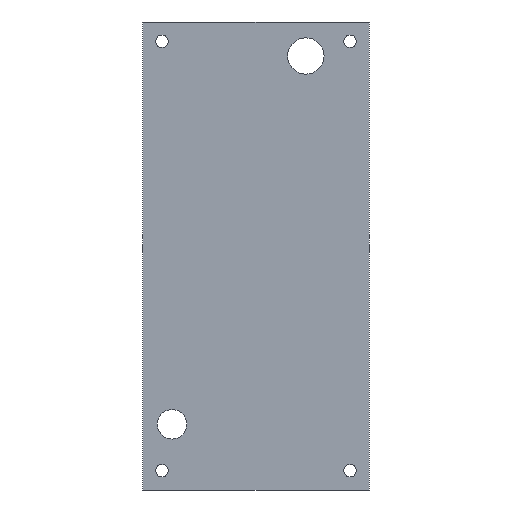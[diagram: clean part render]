
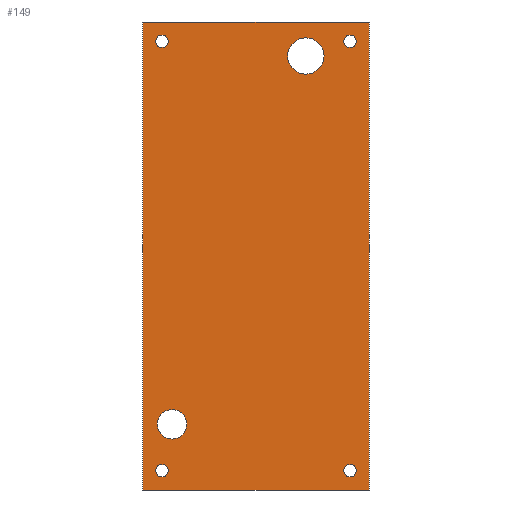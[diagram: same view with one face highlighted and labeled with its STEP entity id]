
A CAD part, front view. The second image highlights one B-rep face of the part: STEP entity #149.
In plain terms, the highlighted planar face has unit normal (0, -1, 0).
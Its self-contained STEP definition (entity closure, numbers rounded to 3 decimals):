
#10 = AXIS2_PLACEMENT_3D ( 'NONE', #961, #2079, #2059 ) ;
#24 = DIRECTION ( 'NONE',  ( 0., 0., 1. ) ) ;
#37 = DIRECTION ( 'NONE',  ( 0., 0., 1. ) ) ;
#40 = DIRECTION ( 'NONE',  ( 0., 1., 0. ) ) ;
#70 = DIRECTION ( 'NONE',  ( 0., 0., 1. ) ) ;
#80 = EDGE_LOOP ( 'NONE', ( #660, #313 ) ) ;
#110 = EDGE_LOOP ( 'NONE', ( #2096, #1704 ) ) ;
#111 = VECTOR ( 'NONE', #253, 1000. ) ;
#143 = EDGE_LOOP ( 'NONE', ( #816, #890 ) ) ;
#146 = CARTESIAN_POINT ( 'NONE',  ( -7.981, 0., 22.945 ) ) ;
#149 = ADVANCED_FACE ( 'NONE', ( #2056, #1824, #283, #1969, #208, #1518, #310 ), #1304, .F. ) ;
#158 = EDGE_CURVE ( 'NONE', #224, #500, #1588, .T. ) ;
#169 = DIRECTION ( 'NONE',  ( 0., 0., 1. ) ) ;
#184 = VERTEX_POINT ( 'NONE', #1641 ) ;
#188 = VERTEX_POINT ( 'NONE', #2101 ) ;
#198 = EDGE_CURVE ( 'NONE', #184, #188, #1131, .T. ) ;
#208 = FACE_BOUND ( 'NONE', #787, .T. ) ;
#224 = VERTEX_POINT ( 'NONE', #146 ) ;
#241 = CIRCLE ( 'NONE', #733, 1.3 ) ;
#253 = DIRECTION ( 'NONE',  ( 0., 0., -1. ) ) ;
#254 = CARTESIAN_POINT ( 'NONE',  ( -5.381, 0., -12.555 ) ) ;
#256 = AXIS2_PLACEMENT_3D ( 'NONE', #360, #1692, #37 ) ;
#262 = VECTOR ( 'NONE', #1291, 1000. ) ;
#283 = FACE_BOUND ( 'NONE', #143, .T. ) ;
#284 = AXIS2_PLACEMENT_3D ( 'NONE', #1816, #1510, #1503 ) ;
#290 = VERTEX_POINT ( 'NONE', #845 ) ;
#293 = ORIENTED_EDGE ( 'NONE', *, *, #1715, .T. ) ;
#299 = DIRECTION ( 'NONE',  ( 0., 0., 1. ) ) ;
#310 = FACE_OUTER_BOUND ( 'NONE', #1271, .T. ) ;
#313 = ORIENTED_EDGE ( 'NONE', *, *, #1193, .T. ) ;
#350 = AXIS2_PLACEMENT_3D ( 'NONE', #1494, #659, #1159 ) ;
#359 = CARTESIAN_POINT ( 'NONE',  ( 6.419, 0., 21.548 ) ) ;
#360 = CARTESIAN_POINT ( 'NONE',  ( -6.281, 0., 21.245 ) ) ;
#367 = CIRCLE ( 'NONE', #994, 0.55 ) ;
#395 = VERTEX_POINT ( 'NONE', #525 ) ;
#396 = CARTESIAN_POINT ( 'NONE',  ( 6.419, 0., 19.945 ) ) ;
#413 = CARTESIAN_POINT ( 'NONE',  ( 12.019, 0., -18.355 ) ) ;
#426 = EDGE_CURVE ( 'NONE', #290, #580, #367, .T. ) ;
#435 = EDGE_CURVE ( 'NONE', #1957, #1597, #800, .T. ) ;
#440 = AXIS2_PLACEMENT_3D ( 'NONE', #1960, #1796, #299 ) ;
#475 = VERTEX_POINT ( 'NONE', #359 ) ;
#481 = CARTESIAN_POINT ( 'NONE',  ( 6.419, 0., 19.945 ) ) ;
#500 = VERTEX_POINT ( 'NONE', #1711 ) ;
#525 = CARTESIAN_POINT ( 'NONE',  ( 6.419, 0., 18.343 ) ) ;
#532 = DIRECTION ( 'NONE',  ( 0., 1., 0. ) ) ;
#573 = DIRECTION ( 'NONE',  ( 0., 0., 1. ) ) ;
#576 = CIRCLE ( 'NONE', #256, 0.55 ) ;
#580 = VERTEX_POINT ( 'NONE', #1368 ) ;
#632 = CARTESIAN_POINT ( 'NONE',  ( -7.981, 0., -18.355 ) ) ;
#643 = DIRECTION ( 'NONE',  ( 0., 1., 0. ) ) ;
#648 = CARTESIAN_POINT ( 'NONE',  ( -5.381, 0., -13.855 ) ) ;
#652 = CARTESIAN_POINT ( 'NONE',  ( 0., 0., 0. ) ) ;
#657 = VERTEX_POINT ( 'NONE', #1236 ) ;
#659 = DIRECTION ( 'NONE',  ( 0., 1., 0. ) ) ;
#660 = ORIENTED_EDGE ( 'NONE', *, *, #1493, .T. ) ;
#692 = DIRECTION ( 'NONE',  ( 0., 0., 1. ) ) ;
#718 = EDGE_CURVE ( 'NONE', #500, #657, #993, .T. ) ;
#723 = CARTESIAN_POINT ( 'NONE',  ( -6.281, 0., 21.245 ) ) ;
#733 = AXIS2_PLACEMENT_3D ( 'NONE', #1688, #40, #24 ) ;
#739 = VERTEX_POINT ( 'NONE', #1605 ) ;
#787 = EDGE_LOOP ( 'NONE', ( #1872, #1783 ) ) ;
#792 = DIRECTION ( 'NONE',  ( 1., 0., 0. ) ) ;
#800 = CIRCLE ( 'NONE', #284, 0.55 ) ;
#816 = ORIENTED_EDGE ( 'NONE', *, *, #1322, .T. ) ;
#829 = ORIENTED_EDGE ( 'NONE', *, *, #1545, .F. ) ;
#845 = CARTESIAN_POINT ( 'NONE',  ( -6.281, 0., -17.205 ) ) ;
#875 = CIRCLE ( 'NONE', #1709, 1.602 ) ;
#888 = VERTEX_POINT ( 'NONE', #648 ) ;
#890 = ORIENTED_EDGE ( 'NONE', *, *, #426, .T. ) ;
#933 = EDGE_CURVE ( 'NONE', #888, #1290, #241, .T. ) ;
#961 = CARTESIAN_POINT ( 'NONE',  ( -6.281, 0., -16.655 ) ) ;
#976 = AXIS2_PLACEMENT_3D ( 'NONE', #1506, #532, #692 ) ;
#986 = CIRCLE ( 'NONE', #976, 0.55 ) ;
#993 = LINE ( 'NONE', #413, #111 ) ;
#994 = AXIS2_PLACEMENT_3D ( 'NONE', #1651, #1658, #169 ) ;
#1005 = LINE ( 'NONE', #1031, #1280 ) ;
#1015 = EDGE_CURVE ( 'NONE', #188, #184, #986, .T. ) ;
#1031 = CARTESIAN_POINT ( 'NONE',  ( -7.981, 0., -18.355 ) ) ;
#1060 = CIRCLE ( 'NONE', #2029, 1.602 ) ;
#1070 = EDGE_LOOP ( 'NONE', ( #1500, #1998 ) ) ;
#1097 = EDGE_CURVE ( 'NONE', #475, #395, #1060, .T. ) ;
#1121 = DIRECTION ( 'NONE',  ( 0., 0., 1. ) ) ;
#1131 = CIRCLE ( 'NONE', #440, 0.55 ) ;
#1159 = DIRECTION ( 'NONE',  ( 0., 0., 1. ) ) ;
#1193 = EDGE_CURVE ( 'NONE', #739, #1897, #1435, .T. ) ;
#1198 = DIRECTION ( 'NONE',  ( 0., 0., 1. ) ) ;
#1223 = AXIS2_PLACEMENT_3D ( 'NONE', #723, #2025, #70 ) ;
#1236 = CARTESIAN_POINT ( 'NONE',  ( 12.019, 0., -18.355 ) ) ;
#1271 = EDGE_LOOP ( 'NONE', ( #829, #1854, #1685, #2044 ) ) ;
#1280 = VECTOR ( 'NONE', #1198, 1000. ) ;
#1290 = VERTEX_POINT ( 'NONE', #1395 ) ;
#1291 = DIRECTION ( 'NONE',  ( -1., 0., 0. ) ) ;
#1303 = CIRCLE ( 'NONE', #350, 0.55 ) ;
#1304 = PLANE ( 'NONE',  #1646 ) ;
#1308 = EDGE_CURVE ( 'NONE', #657, #1954, #1915, .T. ) ;
#1322 = EDGE_CURVE ( 'NONE', #580, #290, #1751, .T. ) ;
#1368 = CARTESIAN_POINT ( 'NONE',  ( -6.281, 0., -16.105 ) ) ;
#1395 = CARTESIAN_POINT ( 'NONE',  ( -5.381, 0., -11.255 ) ) ;
#1435 = CIRCLE ( 'NONE', #1223, 0.55 ) ;
#1460 = CARTESIAN_POINT ( 'NONE',  ( 10.319, 0., 20.695 ) ) ;
#1462 = VECTOR ( 'NONE', #792, 1000. ) ;
#1493 = EDGE_CURVE ( 'NONE', #1897, #739, #576, .T. ) ;
#1494 = CARTESIAN_POINT ( 'NONE',  ( 10.319, 0., 21.245 ) ) ;
#1500 = ORIENTED_EDGE ( 'NONE', *, *, #1015, .T. ) ;
#1503 = DIRECTION ( 'NONE',  ( 0., 0., 1. ) ) ;
#1506 = CARTESIAN_POINT ( 'NONE',  ( 10.319, 0., -16.655 ) ) ;
#1510 = DIRECTION ( 'NONE',  ( 0., 1., 0. ) ) ;
#1518 = FACE_BOUND ( 'NONE', #1626, .T. ) ;
#1545 = EDGE_CURVE ( 'NONE', #1954, #224, #1005, .T. ) ;
#1588 = LINE ( 'NONE', #2085, #1462 ) ;
#1597 = VERTEX_POINT ( 'NONE', #1838 ) ;
#1605 = CARTESIAN_POINT ( 'NONE',  ( -6.281, 0., 20.695 ) ) ;
#1626 = EDGE_LOOP ( 'NONE', ( #293, #1831 ) ) ;
#1641 = CARTESIAN_POINT ( 'NONE',  ( 10.319, 0., -17.205 ) ) ;
#1646 = AXIS2_PLACEMENT_3D ( 'NONE', #652, #643, #1121 ) ;
#1651 = CARTESIAN_POINT ( 'NONE',  ( -6.281, 0., -16.655 ) ) ;
#1658 = DIRECTION ( 'NONE',  ( 0., 1., 0. ) ) ;
#1666 = AXIS2_PLACEMENT_3D ( 'NONE', #254, #2015, #2031 ) ;
#1685 = ORIENTED_EDGE ( 'NONE', *, *, #718, .F. ) ;
#1688 = CARTESIAN_POINT ( 'NONE',  ( -5.381, 0., -12.555 ) ) ;
#1692 = DIRECTION ( 'NONE',  ( 0., 1., 0. ) ) ;
#1704 = ORIENTED_EDGE ( 'NONE', *, *, #435, .T. ) ;
#1709 = AXIS2_PLACEMENT_3D ( 'NONE', #481, #1788, #1940 ) ;
#1711 = CARTESIAN_POINT ( 'NONE',  ( 12.019, 0., 22.945 ) ) ;
#1715 = EDGE_CURVE ( 'NONE', #1290, #888, #1821, .T. ) ;
#1734 = CARTESIAN_POINT ( 'NONE',  ( -6.281, 0., 21.795 ) ) ;
#1751 = CIRCLE ( 'NONE', #10, 0.55 ) ;
#1775 = CARTESIAN_POINT ( 'NONE',  ( -7.981, 0., -18.355 ) ) ;
#1783 = ORIENTED_EDGE ( 'NONE', *, *, #1992, .T. ) ;
#1788 = DIRECTION ( 'NONE',  ( 0., 1., 0. ) ) ;
#1796 = DIRECTION ( 'NONE',  ( 0., 1., 0. ) ) ;
#1816 = CARTESIAN_POINT ( 'NONE',  ( 10.319, 0., 21.245 ) ) ;
#1821 = CIRCLE ( 'NONE', #1666, 1.3 ) ;
#1824 = FACE_BOUND ( 'NONE', #80, .T. ) ;
#1831 = ORIENTED_EDGE ( 'NONE', *, *, #933, .T. ) ;
#1838 = CARTESIAN_POINT ( 'NONE',  ( 10.319, 0., 21.795 ) ) ;
#1854 = ORIENTED_EDGE ( 'NONE', *, *, #1308, .F. ) ;
#1861 = DIRECTION ( 'NONE',  ( 0., 1., 0. ) ) ;
#1872 = ORIENTED_EDGE ( 'NONE', *, *, #1097, .T. ) ;
#1897 = VERTEX_POINT ( 'NONE', #1734 ) ;
#1915 = LINE ( 'NONE', #1775, #262 ) ;
#1940 = DIRECTION ( 'NONE',  ( 0., 0., 1. ) ) ;
#1954 = VERTEX_POINT ( 'NONE', #632 ) ;
#1957 = VERTEX_POINT ( 'NONE', #1460 ) ;
#1960 = CARTESIAN_POINT ( 'NONE',  ( 10.319, 0., -16.655 ) ) ;
#1969 = FACE_BOUND ( 'NONE', #1070, .T. ) ;
#1992 = EDGE_CURVE ( 'NONE', #395, #475, #875, .T. ) ;
#1998 = ORIENTED_EDGE ( 'NONE', *, *, #198, .T. ) ;
#2015 = DIRECTION ( 'NONE',  ( 0., 1., 0. ) ) ;
#2025 = DIRECTION ( 'NONE',  ( 0., 1., 0. ) ) ;
#2026 = EDGE_CURVE ( 'NONE', #1597, #1957, #1303, .T. ) ;
#2029 = AXIS2_PLACEMENT_3D ( 'NONE', #396, #1861, #573 ) ;
#2031 = DIRECTION ( 'NONE',  ( 0., 0., 1. ) ) ;
#2044 = ORIENTED_EDGE ( 'NONE', *, *, #158, .F. ) ;
#2056 = FACE_BOUND ( 'NONE', #110, .T. ) ;
#2059 = DIRECTION ( 'NONE',  ( 0., 0., 1. ) ) ;
#2079 = DIRECTION ( 'NONE',  ( 0., 1., 0. ) ) ;
#2085 = CARTESIAN_POINT ( 'NONE',  ( -7.981, 0., 22.945 ) ) ;
#2096 = ORIENTED_EDGE ( 'NONE', *, *, #2026, .T. ) ;
#2101 = CARTESIAN_POINT ( 'NONE',  ( 10.319, 0., -16.105 ) ) ;
